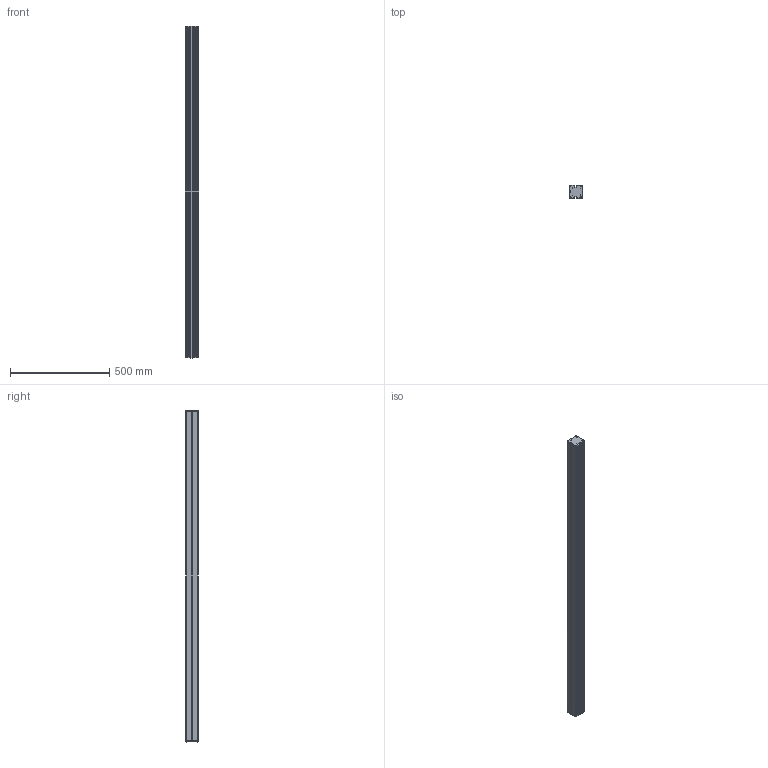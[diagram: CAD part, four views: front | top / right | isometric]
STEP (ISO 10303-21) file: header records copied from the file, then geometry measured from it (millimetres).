
FILE_DESCRIPTION((''),'2;1');
FILE_NAME('SLC-1600-M_ASM','2010-12-08T',('Ingenieurbuero Eiseler'),('Pepperl+Fuchs'),'PRO/ENGINEER BY PARAMETRIC TECHNOLOGY CORPORATION, 2007250','PRO/ENGINEER BY PARAMETRIC TECHNOLOGY CORPORATION, 2007250','');
FILE_SCHEMA(('CONFIG_CONTROL_DESIGN'));
Length unit declared in the file: millimetre
Products named in the file (4): 04AKX2B_PROFIL_1656; 04AM39D_DECKEL; 04AZJ3A_SPIEGEL_GEN_1600; SLC-1600-M_ASM
Assembly tree (4 placements, depth 2):
  SLC-1600-M_ASM
    04AKX2B_PROFIL_1656
    04AM39D_DECKEL  x2
    04AZJ3A_SPIEGEL_GEN_1600
Bounding box: 70 x 64 x 1672 mm (x, y, z)
Volume: 6686815.7 mm3; surface area: 857776.2 mm2
Topology: 4 solids, 12 shells, 374 faces, 982 edges, 648 vertices
Faces by surface type: plane 270, cylinder 104
Entity records: 10008 total; most frequent: CARTESIAN_POINT 1384, ORIENTED_EDGE 1354, DIRECTION 1327, PRESENTATION_STYLE_ASSIGNMENT 680, STYLED_ITEM 680, CURVE_STYLE 677, EDGE_CURVE 677, VECTOR 545
